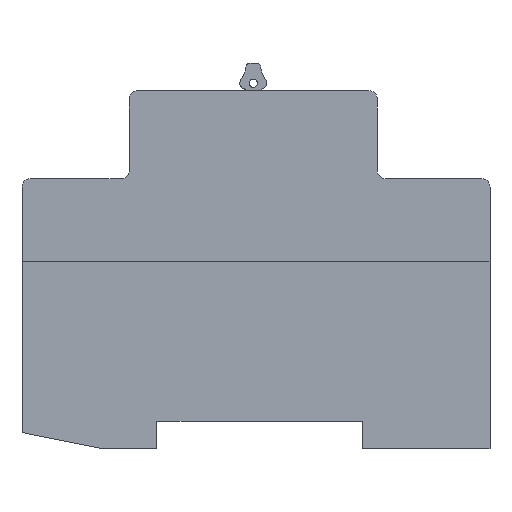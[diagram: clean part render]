
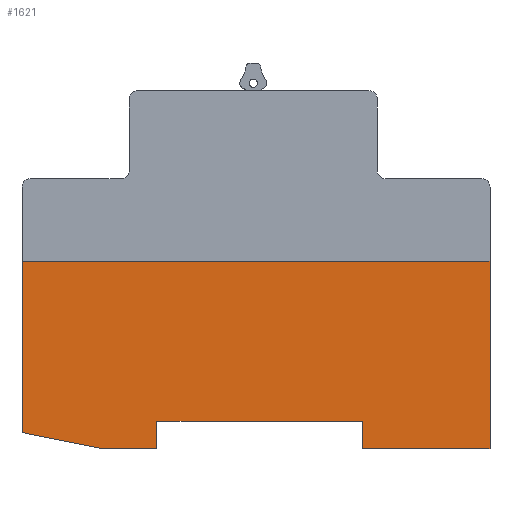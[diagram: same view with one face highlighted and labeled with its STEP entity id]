
A CAD part, left-side view. The second image highlights one B-rep face of the part: STEP entity #1621.
In plain terms, the highlighted planar face has unit normal (-1, 0, 0).
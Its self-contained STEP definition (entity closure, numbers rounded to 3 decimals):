
#360=FACE_OUTER_BOUND($,#425,.T.);
#425=EDGE_LOOP($,(#1484,#1485,#1486,#1487,#1488,#1489,#1490,#1491,#1492));
#553=LINE($,#2658,#798);
#555=LINE($,#2662,#800);
#556=LINE($,#2664,#801);
#557=LINE($,#2666,#802);
#558=LINE($,#2668,#803);
#559=LINE($,#2670,#804);
#560=LINE($,#2672,#805);
#561=LINE($,#2674,#806);
#562=LINE($,#2675,#807);
#798=VECTOR($,#2076,34.);
#800=VECTOR($,#2080,85.);
#801=VECTOR($,#2081,31.1);
#802=VECTOR($,#2082,14.689);
#803=VECTOR($,#2083,10.1);
#804=VECTOR($,#2084,5.);
#805=VECTOR($,#2085,37.4);
#806=VECTOR($,#2086,5.);
#807=VECTOR($,#2087,23.1);
#1027=VERTEX_POINT($,#2655);
#1028=VERTEX_POINT($,#2657);
#1029=VERTEX_POINT($,#2661);
#1030=VERTEX_POINT($,#2663);
#1031=VERTEX_POINT($,#2665);
#1032=VERTEX_POINT($,#2667);
#1033=VERTEX_POINT($,#2669);
#1034=VERTEX_POINT($,#2671);
#1035=VERTEX_POINT($,#2673);
#1182=EDGE_CURVE($,#1028,#1027,#553,.T.);
#1184=EDGE_CURVE($,#1029,#1027,#555,.T.);
#1185=EDGE_CURVE($,#1029,#1030,#556,.T.);
#1186=EDGE_CURVE($,#1030,#1031,#557,.T.);
#1187=EDGE_CURVE($,#1031,#1032,#558,.T.);
#1188=EDGE_CURVE($,#1032,#1033,#559,.T.);
#1189=EDGE_CURVE($,#1033,#1034,#560,.T.);
#1190=EDGE_CURVE($,#1034,#1035,#561,.T.);
#1191=EDGE_CURVE($,#1035,#1028,#562,.T.);
#1484=ORIENTED_EDGE($,*,*,#1184,.F.);
#1485=ORIENTED_EDGE($,*,*,#1185,.T.);
#1486=ORIENTED_EDGE($,*,*,#1186,.T.);
#1487=ORIENTED_EDGE($,*,*,#1187,.T.);
#1488=ORIENTED_EDGE($,*,*,#1188,.T.);
#1489=ORIENTED_EDGE($,*,*,#1189,.T.);
#1490=ORIENTED_EDGE($,*,*,#1190,.T.);
#1491=ORIENTED_EDGE($,*,*,#1191,.T.);
#1492=ORIENTED_EDGE($,*,*,#1182,.T.);
#1561=PLANE($,#1720);
#1621=ADVANCED_FACE($,(#360),#1561,.T.);
#1720=AXIS2_PLACEMENT_3D($,#2660,#2078,#2079);
#2076=DIRECTION($,(0.,0.,1.));
#2078=DIRECTION('center_axis',(-1.,0.,0.));
#2079=DIRECTION('ref_axis',(0.,0.,1.));
#2080=DIRECTION($,(0.,-1.,0.));
#2081=DIRECTION($,(0.,0.,-1.));
#2082=DIRECTION($,(0.,-0.98,-0.197));
#2083=DIRECTION($,(0.,-1.,0.));
#2084=DIRECTION($,(0.,0.,1.));
#2085=DIRECTION($,(0.,-1.,0.));
#2086=DIRECTION($,(0.,0.,-1.));
#2087=DIRECTION($,(0.,-1.,0.));
#2655=CARTESIAN_POINT('',(0.,-43.,29.));
#2657=CARTESIAN_POINT('',(0.,-43.,-5.));
#2658=CARTESIAN_POINT($,(0.,-43.,-5.));
#2660=CARTESIAN_POINT('Origin',(0.,-0.508,12.425));
#2661=CARTESIAN_POINT('',(0.,42.,29.));
#2662=CARTESIAN_POINT($,(0.,-26.162,29.));
#2663=CARTESIAN_POINT('',(0.,42.,-2.1));
#2664=CARTESIAN_POINT($,(0.,42.,29.));
#2665=CARTESIAN_POINT('',(0.,27.6,-5.));
#2666=CARTESIAN_POINT($,(0.,42.,-2.1));
#2667=CARTESIAN_POINT('',(0.,17.5,-5.));
#2668=CARTESIAN_POINT($,(0.,27.6,-5.));
#2669=CARTESIAN_POINT('',(0.,17.5,0.));
#2670=CARTESIAN_POINT($,(0.,17.5,-5.));
#2671=CARTESIAN_POINT('',(0.,-19.9,0.));
#2672=CARTESIAN_POINT($,(0.,17.5,0.));
#2673=CARTESIAN_POINT('',(0.,-19.9,-5.));
#2674=CARTESIAN_POINT($,(0.,-19.9,0.));
#2675=CARTESIAN_POINT($,(0.,-26.162,-5.));
